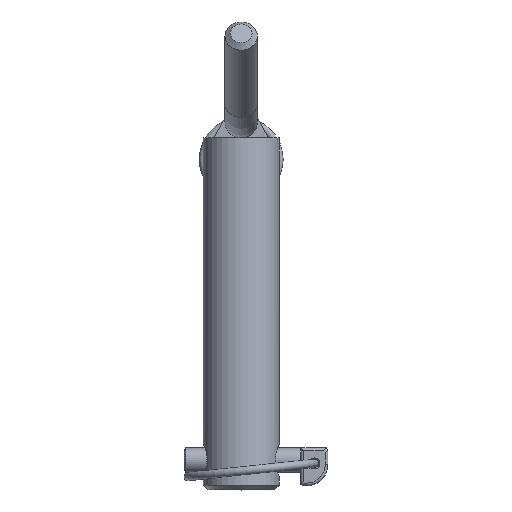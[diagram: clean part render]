
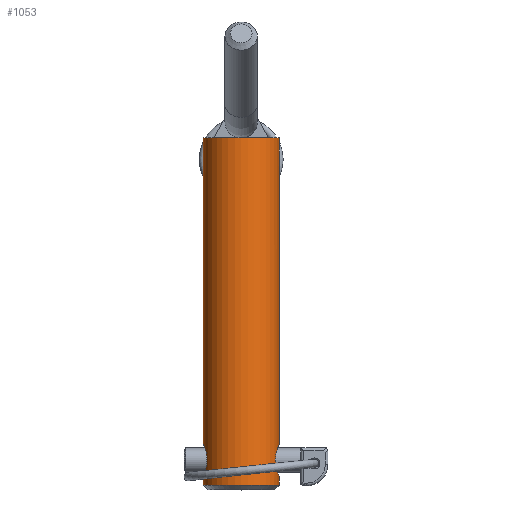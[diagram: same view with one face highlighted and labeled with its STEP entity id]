
A CAD part, top view. The second image highlights one B-rep face of the part: STEP entity #1053.
In plain terms, the highlighted cylindrical face has radius 14 mm (diameter 28 mm), a full revolution.
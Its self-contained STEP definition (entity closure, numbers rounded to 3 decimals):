
#65=FACE_BOUND('',#259,.T.);
#116=CYLINDRICAL_SURFACE('',#1305,14.);
#141=B_SPLINE_CURVE_WITH_KNOTS('',3,(#7398,#7399,#7400,#7401,#7402,#7403,
#7404,#7405,#7406,#7407,#7408,#7409,#7410,#7411,#7412,#7413,#7414,#7415,
#7416),.UNSPECIFIED.,.F.,.F.,(4,2,2,2,3,2,2,2,4),(2.751,2.98,
3.21,3.439,3.668,3.898,4.127,
4.356,4.586),.UNSPECIFIED.);
#142=B_SPLINE_CURVE_WITH_KNOTS('',3,(#7418,#7419,#7420,#7421,#7422,#7423,
#7424,#7425,#7426,#7427,#7428,#7429,#7430,#7431,#7432,#7433,#7434,#7435),
 .UNSPECIFIED.,.F.,.F.,(4,2,2,2,2,2,2,2,4),(0.917,1.146,
1.375,1.605,1.834,2.064,2.293,
2.522,2.751),.UNSPECIFIED.);
#143=B_SPLINE_CURVE_WITH_KNOTS('',3,(#7438,#7439,#7440,#7441,#7442,#7443,
#7444,#7445,#7446,#7447,#7448,#7449,#7450,#7451,#7452,#7453,#7454,#7455,
#7456,#7457,#7458,#7459,#7460,#7461,#7462,#7463),.UNSPECIFIED.,.F.,.F.,
(4,2,2,2,2,2,2,2,2,2,2,2,4),(0.,0.229,0.459,0.688,
0.917,1.146,1.375,1.605,1.834,
2.064,2.293,2.522,2.751),
 .UNSPECIFIED.);
#144=B_SPLINE_CURVE_WITH_KNOTS('',3,(#7464,#7465,#7466,#7467,#7468,#7469,
#7470,#7471,#7472,#7473),.UNSPECIFIED.,.F.,.F.,(4,2,2,2,4),(2.751,
2.98,3.21,3.439,3.668),
 .UNSPECIFIED.);
#194=FACE_OUTER_BOUND('',#258,.T.);
#258=EDGE_LOOP('',(#802,#803,#804,#805,#806,#807,#808,#809,#810));
#259=EDGE_LOOP('',(#811,#812));
#321=CIRCLE('',#1302,14.);
#322=CIRCLE('',#1303,14.);
#324=CIRCLE('',#1306,14.);
#374=LINE('',#7396,#434);
#375=LINE('',#7417,#435);
#434=VECTOR('',#1496,14.);
#435=VECTOR('',#1497,14.);
#504=VERTEX_POINT('',#7385);
#505=VERTEX_POINT('',#7386);
#507=VERTEX_POINT('',#7393);
#508=VERTEX_POINT('',#7395);
#509=VERTEX_POINT('',#7397);
#510=VERTEX_POINT('',#7436);
#511=VERTEX_POINT('',#7437);
#609=EDGE_CURVE('',#504,#505,#321,.T.);
#610=EDGE_CURVE('',#505,#504,#322,.T.);
#613=EDGE_CURVE('',#507,#507,#324,.T.);
#614=EDGE_CURVE('',#507,#508,#374,.T.);
#615=EDGE_CURVE('',#508,#509,#141,.T.);
#616=EDGE_CURVE('',#509,#505,#375,.T.);
#617=EDGE_CURVE('',#509,#508,#142,.T.);
#618=EDGE_CURVE('',#510,#511,#143,.T.);
#619=EDGE_CURVE('',#511,#510,#144,.T.);
#802=ORIENTED_EDGE('',*,*,#613,.F.);
#803=ORIENTED_EDGE('',*,*,#614,.T.);
#804=ORIENTED_EDGE('',*,*,#615,.T.);
#805=ORIENTED_EDGE('',*,*,#616,.T.);
#806=ORIENTED_EDGE('',*,*,#609,.F.);
#807=ORIENTED_EDGE('',*,*,#610,.F.);
#808=ORIENTED_EDGE('',*,*,#616,.F.);
#809=ORIENTED_EDGE('',*,*,#617,.T.);
#810=ORIENTED_EDGE('',*,*,#614,.F.);
#811=ORIENTED_EDGE('',*,*,#618,.T.);
#812=ORIENTED_EDGE('',*,*,#619,.T.);
#1053=ADVANCED_FACE('',(#194,#65),#116,.T.);
#1302=AXIS2_PLACEMENT_3D('',#7387,#1485,#1486);
#1303=AXIS2_PLACEMENT_3D('',#7388,#1487,#1488);
#1305=AXIS2_PLACEMENT_3D('',#7392,#1492,#1493);
#1306=AXIS2_PLACEMENT_3D('',#7394,#1494,#1495);
#1485=DIRECTION('center_axis',(0.,-1.,0.));
#1486=DIRECTION('ref_axis',(1.,0.,0.));
#1487=DIRECTION('center_axis',(0.,-1.,0.));
#1488=DIRECTION('ref_axis',(1.,0.,0.));
#1492=DIRECTION('center_axis',(0.,1.,0.));
#1493=DIRECTION('ref_axis',(-1.,0.,0.));
#1494=DIRECTION('center_axis',(0.,1.,0.));
#1495=DIRECTION('ref_axis',(-1.,0.,0.));
#1496=DIRECTION('',(0.,-1.,0.));
#1497=DIRECTION('',(0.,-1.,0.));
#7385=CARTESIAN_POINT('',(-14.,1.678,0.));
#7386=CARTESIAN_POINT('',(14.,1.678,0.));
#7387=CARTESIAN_POINT('Origin',(0.,1.678,0.));
#7388=CARTESIAN_POINT('Origin',(0.,1.678,0.));
#7392=CARTESIAN_POINT('Origin',(0.,0.,0.));
#7393=CARTESIAN_POINT('',(14.,130.,0.));
#7394=CARTESIAN_POINT('Origin',(0.,130.,0.));
#7395=CARTESIAN_POINT('',(14.,17.,0.));
#7396=CARTESIAN_POINT('',(14.,0.,0.));
#7397=CARTESIAN_POINT('',(14.,5.,0.));
#7398=CARTESIAN_POINT('Ctrl Pts',(14.,17.,0.));
#7399=CARTESIAN_POINT('Ctrl Pts',(14.,17.,-0.764));
#7400=CARTESIAN_POINT('Ctrl Pts',(13.932,16.845,-1.572));
#7401=CARTESIAN_POINT('Ctrl Pts',(13.685,16.23,-3.048));
#7402=CARTESIAN_POINT('Ctrl Pts',(13.509,15.77,-3.716));
#7403=CARTESIAN_POINT('Ctrl Pts',(13.174,14.715,-4.77));
#7404=CARTESIAN_POINT('Ctrl Pts',(12.991,14.047,-5.23));
#7405=CARTESIAN_POINT('Ctrl Pts',(12.726,12.572,-5.845));
#7406=CARTESIAN_POINT('Ctrl Pts',(12.649,11.765,-6.));
#7407=CARTESIAN_POINT('Ctrl Pts',(12.649,11.,-6.));
#7408=CARTESIAN_POINT('Ctrl Pts',(12.649,10.235,-6.));
#7409=CARTESIAN_POINT('Ctrl Pts',(12.726,9.428,-5.845));
#7410=CARTESIAN_POINT('Ctrl Pts',(12.991,7.953,-5.23));
#7411=CARTESIAN_POINT('Ctrl Pts',(13.174,7.285,-4.77));
#7412=CARTESIAN_POINT('Ctrl Pts',(13.509,6.23,-3.716));
#7413=CARTESIAN_POINT('Ctrl Pts',(13.685,5.77,-3.048));
#7414=CARTESIAN_POINT('Ctrl Pts',(13.932,5.155,-1.572));
#7415=CARTESIAN_POINT('Ctrl Pts',(14.,5.,-0.764));
#7416=CARTESIAN_POINT('Ctrl Pts',(14.,5.,0.));
#7417=CARTESIAN_POINT('',(14.,0.,0.));
#7418=CARTESIAN_POINT('Ctrl Pts',(14.,5.,0.));
#7419=CARTESIAN_POINT('Ctrl Pts',(14.,5.,0.764));
#7420=CARTESIAN_POINT('Ctrl Pts',(13.932,5.155,1.572));
#7421=CARTESIAN_POINT('Ctrl Pts',(13.685,5.77,3.048));
#7422=CARTESIAN_POINT('Ctrl Pts',(13.509,6.23,3.716));
#7423=CARTESIAN_POINT('Ctrl Pts',(13.174,7.285,4.77));
#7424=CARTESIAN_POINT('Ctrl Pts',(12.991,7.953,5.23));
#7425=CARTESIAN_POINT('Ctrl Pts',(12.726,9.428,5.845));
#7426=CARTESIAN_POINT('Ctrl Pts',(12.649,10.235,6.));
#7427=CARTESIAN_POINT('Ctrl Pts',(12.649,11.765,6.));
#7428=CARTESIAN_POINT('Ctrl Pts',(12.726,12.572,5.845));
#7429=CARTESIAN_POINT('Ctrl Pts',(12.991,14.047,5.23));
#7430=CARTESIAN_POINT('Ctrl Pts',(13.174,14.715,4.77));
#7431=CARTESIAN_POINT('Ctrl Pts',(13.509,15.77,3.716));
#7432=CARTESIAN_POINT('Ctrl Pts',(13.685,16.23,3.048));
#7433=CARTESIAN_POINT('Ctrl Pts',(13.932,16.845,1.572));
#7434=CARTESIAN_POINT('Ctrl Pts',(14.,17.,0.764));
#7435=CARTESIAN_POINT('Ctrl Pts',(14.,17.,0.));
#7436=CARTESIAN_POINT('',(-12.649,11.,-6.));
#7437=CARTESIAN_POINT('',(-14.,5.,0.));
#7438=CARTESIAN_POINT('Ctrl Pts',(-12.649,11.,-6.));
#7439=CARTESIAN_POINT('Ctrl Pts',(-12.649,11.765,-6.));
#7440=CARTESIAN_POINT('Ctrl Pts',(-12.726,12.572,-5.845));
#7441=CARTESIAN_POINT('Ctrl Pts',(-12.991,14.047,-5.23));
#7442=CARTESIAN_POINT('Ctrl Pts',(-13.174,14.715,-4.77));
#7443=CARTESIAN_POINT('Ctrl Pts',(-13.509,15.77,-3.716));
#7444=CARTESIAN_POINT('Ctrl Pts',(-13.685,16.23,-3.048));
#7445=CARTESIAN_POINT('Ctrl Pts',(-13.932,16.845,-1.572));
#7446=CARTESIAN_POINT('Ctrl Pts',(-14.,17.,-0.764));
#7447=CARTESIAN_POINT('Ctrl Pts',(-14.,17.,0.764));
#7448=CARTESIAN_POINT('Ctrl Pts',(-13.932,16.845,1.572));
#7449=CARTESIAN_POINT('Ctrl Pts',(-13.685,16.23,3.048));
#7450=CARTESIAN_POINT('Ctrl Pts',(-13.509,15.77,3.716));
#7451=CARTESIAN_POINT('Ctrl Pts',(-13.174,14.715,4.77));
#7452=CARTESIAN_POINT('Ctrl Pts',(-12.991,14.047,5.23));
#7453=CARTESIAN_POINT('Ctrl Pts',(-12.726,12.572,5.845));
#7454=CARTESIAN_POINT('Ctrl Pts',(-12.649,11.765,6.));
#7455=CARTESIAN_POINT('Ctrl Pts',(-12.649,10.235,6.));
#7456=CARTESIAN_POINT('Ctrl Pts',(-12.726,9.428,5.845));
#7457=CARTESIAN_POINT('Ctrl Pts',(-12.991,7.953,5.23));
#7458=CARTESIAN_POINT('Ctrl Pts',(-13.174,7.285,4.77));
#7459=CARTESIAN_POINT('Ctrl Pts',(-13.509,6.23,3.716));
#7460=CARTESIAN_POINT('Ctrl Pts',(-13.685,5.77,3.048));
#7461=CARTESIAN_POINT('Ctrl Pts',(-13.932,5.155,1.572));
#7462=CARTESIAN_POINT('Ctrl Pts',(-14.,5.,0.764));
#7463=CARTESIAN_POINT('Ctrl Pts',(-14.,5.,0.));
#7464=CARTESIAN_POINT('Ctrl Pts',(-14.,5.,0.));
#7465=CARTESIAN_POINT('Ctrl Pts',(-14.,5.,-0.764));
#7466=CARTESIAN_POINT('Ctrl Pts',(-13.932,5.155,-1.572));
#7467=CARTESIAN_POINT('Ctrl Pts',(-13.685,5.77,-3.048));
#7468=CARTESIAN_POINT('Ctrl Pts',(-13.509,6.23,-3.716));
#7469=CARTESIAN_POINT('Ctrl Pts',(-13.174,7.285,-4.77));
#7470=CARTESIAN_POINT('Ctrl Pts',(-12.991,7.953,-5.23));
#7471=CARTESIAN_POINT('Ctrl Pts',(-12.726,9.428,-5.845));
#7472=CARTESIAN_POINT('Ctrl Pts',(-12.649,10.235,-6.));
#7473=CARTESIAN_POINT('Ctrl Pts',(-12.649,11.,-6.));
